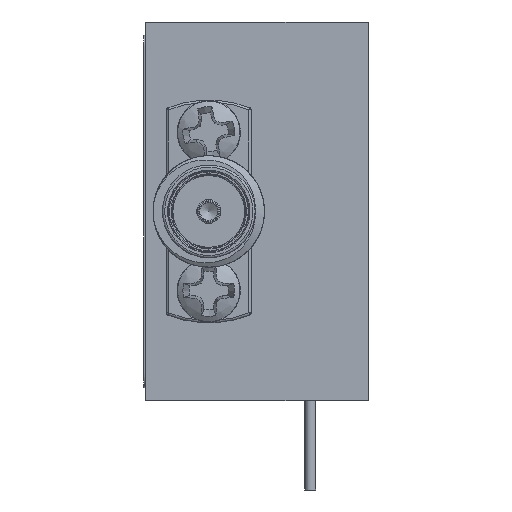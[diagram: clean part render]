
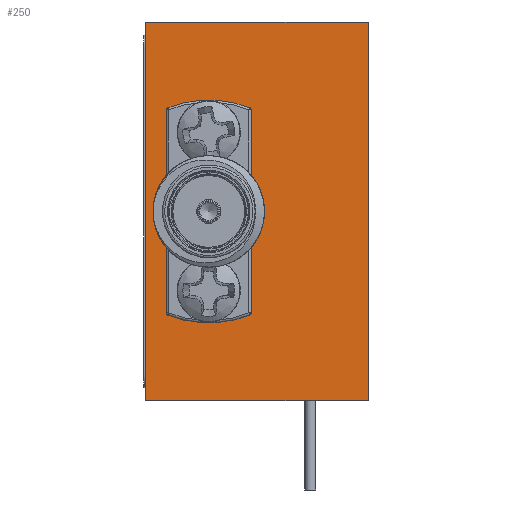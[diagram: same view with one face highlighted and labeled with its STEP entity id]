
A CAD part, left-side view. The second image highlights one B-rep face of the part: STEP entity #250.
In plain terms, the highlighted planar face has unit normal (-1, 0, 0).
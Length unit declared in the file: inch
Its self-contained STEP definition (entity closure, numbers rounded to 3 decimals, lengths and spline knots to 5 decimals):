
#188 = VERTEX_POINT ( 'NONE', #33367 ) ;
#250 = ADVANCED_FACE ( 'NONE', ( #7498, #4844 ), #15588, .T. ) ;
#926 = CARTESIAN_POINT ( 'NONE',  ( -0.575, -0.5, -0.425 ) ) ;
#2119 = EDGE_CURVE ( 'NONE', #3252, #3252, #6417, .T. ) ;
#2640 = ORIENTED_EDGE ( 'NONE', *, *, #2119, .F. ) ;
#3250 = EDGE_CURVE ( 'NONE', #13010, #30585, #23313, .T. ) ;
#3252 = VERTEX_POINT ( 'NONE', #30187 ) ;
#4065 = ORIENTED_EDGE ( 'NONE', *, *, #8592, .T. ) ;
#4844 = FACE_OUTER_BOUND ( 'NONE', #18465, .T. ) ;
#6214 = CARTESIAN_POINT ( 'NONE',  ( -0.575, -0.5, 0.425 ) ) ;
#6417 = CIRCLE ( 'NONE', #23821, 0.006 ) ;
#7498 = FACE_BOUND ( 'NONE', #25554, .T. ) ;
#7534 = VECTOR ( 'NONE', #23505, 39.37008 ) ;
#8525 = DIRECTION ( 'NONE',  ( 0., 0., 1. ) ) ;
#8592 = EDGE_CURVE ( 'NONE', #24644, #30585, #8852, .T. ) ;
#8852 = LINE ( 'NONE', #6214, #19398 ) ;
#8970 = CARTESIAN_POINT ( 'NONE',  ( -0.575, -0.5, -0.425 ) ) ;
#9856 = ORIENTED_EDGE ( 'NONE', *, *, #33599, .F. ) ;
#9984 = DIRECTION ( 'NONE',  ( 0., 0., 1. ) ) ;
#11163 = AXIS2_PLACEMENT_3D ( 'NONE', #26641, #13287, #8525 ) ;
#11479 = LINE ( 'NONE', #926, #30252 ) ;
#11883 = VECTOR ( 'NONE', #23017, 39.37008 ) ;
#12755 = CARTESIAN_POINT ( 'NONE',  ( -0.575, 0., -0.425 ) ) ;
#13010 = VERTEX_POINT ( 'NONE', #19604 ) ;
#13287 = DIRECTION ( 'NONE',  ( -1., 0., 0. ) ) ;
#14028 = CARTESIAN_POINT ( 'NONE',  ( -0.575, -0.5, 0.425 ) ) ;
#15183 = CARTESIAN_POINT ( 'NONE',  ( -0.575, 0., 0.425 ) ) ;
#15588 = PLANE ( 'NONE',  #11163 ) ;
#15755 = ORIENTED_EDGE ( 'NONE', *, *, #3250, .F. ) ;
#16924 = DIRECTION ( 'NONE',  ( 0., 1., 0. ) ) ;
#18465 = EDGE_LOOP ( 'NONE', ( #15755, #9856, #30972, #4065 ) ) ;
#18622 = CARTESIAN_POINT ( 'NONE',  ( -0.575, -0.142, 0. ) ) ;
#19398 = VECTOR ( 'NONE', #16924, 39.37008 ) ;
#19604 = CARTESIAN_POINT ( 'NONE',  ( -0.575, 0., -0.425 ) ) ;
#23017 = DIRECTION ( 'NONE',  ( 0., 1., 0. ) ) ;
#23313 = LINE ( 'NONE', #12755, #7534 ) ;
#23505 = DIRECTION ( 'NONE',  ( 0., 0., 1. ) ) ;
#23821 = AXIS2_PLACEMENT_3D ( 'NONE', #18622, #31793, #9984 ) ;
#24644 = VERTEX_POINT ( 'NONE', #14028 ) ;
#25293 = LINE ( 'NONE', #8970, #11883 ) ;
#25554 = EDGE_LOOP ( 'NONE', ( #2640 ) ) ;
#26641 = CARTESIAN_POINT ( 'NONE',  ( -0.575, -0.5, -0.425 ) ) ;
#26788 = EDGE_CURVE ( 'NONE', #188, #24644, #11479, .T. ) ;
#27653 = DIRECTION ( 'NONE',  ( 0., 0., 1. ) ) ;
#30187 = CARTESIAN_POINT ( 'NONE',  ( -0.575, -0.142, 0.006 ) ) ;
#30252 = VECTOR ( 'NONE', #27653, 39.37008 ) ;
#30585 = VERTEX_POINT ( 'NONE', #15183 ) ;
#30972 = ORIENTED_EDGE ( 'NONE', *, *, #26788, .T. ) ;
#31793 = DIRECTION ( 'NONE',  ( -1., 0., 0. ) ) ;
#33367 = CARTESIAN_POINT ( 'NONE',  ( -0.575, -0.5, -0.425 ) ) ;
#33599 = EDGE_CURVE ( 'NONE', #188, #13010, #25293, .T. ) ;
